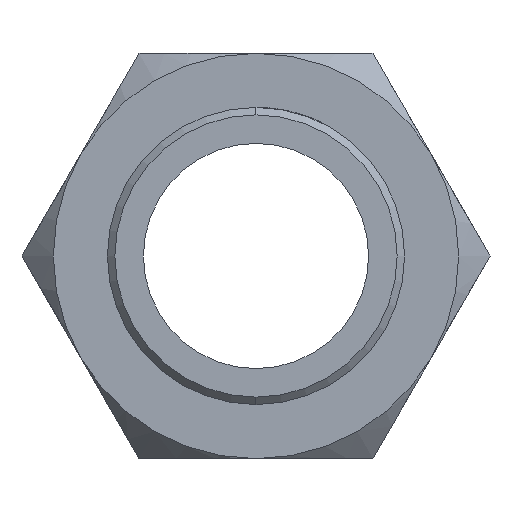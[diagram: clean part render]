
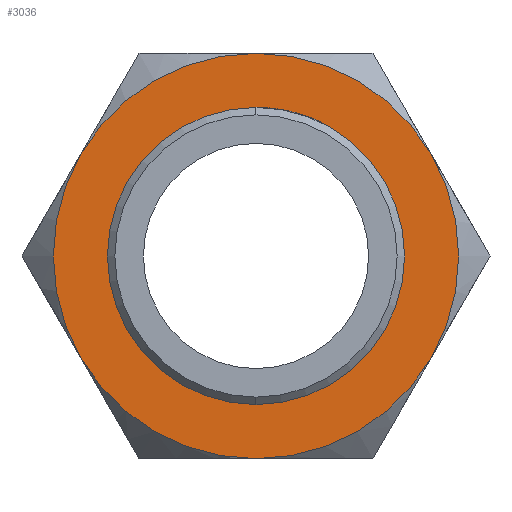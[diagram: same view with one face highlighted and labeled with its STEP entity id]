
A CAD part, left-side view. The second image highlights one B-rep face of the part: STEP entity #3036.
In plain terms, the highlighted planar face has unit normal (-1, 0, 0).
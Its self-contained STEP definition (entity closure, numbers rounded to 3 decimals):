
#305 = CARTESIAN_POINT ( 'NONE',  ( 22.5, 0., 0. ) ) ;
#363 = DIRECTION ( 'NONE',  ( 0., 0., -1. ) ) ;
#401 = CIRCLE ( 'NONE', #5519, 13.5 ) ;
#568 = DIRECTION ( 'NONE',  ( 1., 0., 0. ) ) ;
#763 = CARTESIAN_POINT ( 'NONE',  ( 22.5, 0., 0. ) ) ;
#1093 = DIRECTION ( 'NONE',  ( 1., 0., 0. ) ) ;
#1111 = CARTESIAN_POINT ( 'NONE',  ( 22.5, -11.691, 6.75 ) ) ;
#1153 = DIRECTION ( 'NONE',  ( 0., 0., -1. ) ) ;
#1187 = CIRCLE ( 'NONE', #7707, 13.5 ) ;
#1278 = EDGE_CURVE ( 'NONE', #7333, #4414, #4140, .T. ) ;
#1279 = EDGE_CURVE ( 'NONE', #4414, #7772, #1187, .T. ) ;
#1298 = DIRECTION ( 'NONE',  ( 0., 0., -1. ) ) ;
#1403 = DIRECTION ( 'NONE',  ( 0., 0., 1. ) ) ;
#1527 = EDGE_LOOP ( 'NONE', ( #3319, #3884, #6601, #7519, #4180, #4728 ) ) ;
#1633 = DIRECTION ( 'NONE',  ( -1., 0., 0. ) ) ;
#1694 = VERTEX_POINT ( 'NONE', #1799 ) ;
#1779 = VERTEX_POINT ( 'NONE', #3755 ) ;
#1793 = AXIS2_PLACEMENT_3D ( 'NONE', #1930, #568, #1153 ) ;
#1799 = CARTESIAN_POINT ( 'NONE',  ( 22.5, 0., 13.5 ) ) ;
#1930 = CARTESIAN_POINT ( 'NONE',  ( 22.5, 0., 0. ) ) ;
#1974 = AXIS2_PLACEMENT_3D ( 'NONE', #6403, #8442, #8639 ) ;
#2010 = CARTESIAN_POINT ( 'NONE',  ( 22.5, 0., 9.9 ) ) ;
#2013 = VERTEX_POINT ( 'NONE', #1111 ) ;
#2198 = EDGE_CURVE ( 'NONE', #8455, #1779, #9089, .T. ) ;
#2242 = PLANE ( 'NONE',  #1974 ) ;
#2345 = DIRECTION ( 'NONE',  ( 0., 0., 1. ) ) ;
#2419 = CIRCLE ( 'NONE', #1793, 13.5 ) ;
#2884 = EDGE_CURVE ( 'NONE', #1779, #8455, #6598, .T. ) ;
#2911 = AXIS2_PLACEMENT_3D ( 'NONE', #8062, #6452, #1403 ) ;
#3021 = CARTESIAN_POINT ( 'NONE',  ( 22.5, 0., -13.5 ) ) ;
#3036 = ADVANCED_FACE ( 'NONE', ( #6654, #9596 ), #2242, .F. ) ;
#3210 = AXIS2_PLACEMENT_3D ( 'NONE', #4208, #7013, #363 ) ;
#3277 = DIRECTION ( 'NONE',  ( 1., 0., 0. ) ) ;
#3319 = ORIENTED_EDGE ( 'NONE', *, *, #1278, .F. ) ;
#3348 = CARTESIAN_POINT ( 'NONE',  ( 22.5, 0., 0. ) ) ;
#3755 = CARTESIAN_POINT ( 'NONE',  ( 22.5, 0., -9.9 ) ) ;
#3884 = ORIENTED_EDGE ( 'NONE', *, *, #8388, .F. ) ;
#3999 = CARTESIAN_POINT ( 'NONE',  ( 22.5, 0., 0. ) ) ;
#4140 = CIRCLE ( 'NONE', #3210, 13.5 ) ;
#4172 = CARTESIAN_POINT ( 'NONE',  ( 22.5, 11.691, -6.75 ) ) ;
#4180 = ORIENTED_EDGE ( 'NONE', *, *, #8959, .T. ) ;
#4208 = CARTESIAN_POINT ( 'NONE',  ( 22.5, 0., 0. ) ) ;
#4354 = CARTESIAN_POINT ( 'NONE',  ( 22.5, -11.691, -6.75 ) ) ;
#4414 = VERTEX_POINT ( 'NONE', #4172 ) ;
#4459 = EDGE_CURVE ( 'NONE', #2013, #8666, #401, .T. ) ;
#4473 = EDGE_CURVE ( 'NONE', #1694, #2013, #2419, .T. ) ;
#4598 = DIRECTION ( 'NONE',  ( 0., 0., 1. ) ) ;
#4728 = ORIENTED_EDGE ( 'NONE', *, *, #1279, .F. ) ;
#4880 = DIRECTION ( 'NONE',  ( 0., 0., -1. ) ) ;
#5070 = CIRCLE ( 'NONE', #6152, 13.5 ) ;
#5519 = AXIS2_PLACEMENT_3D ( 'NONE', #3348, #7956, #1298 ) ;
#6033 = DIRECTION ( 'NONE',  ( -1., 0., 0. ) ) ;
#6152 = AXIS2_PLACEMENT_3D ( 'NONE', #305, #3277, #6230 ) ;
#6230 = DIRECTION ( 'NONE',  ( 0., 0., -1. ) ) ;
#6307 = CIRCLE ( 'NONE', #7545, 13.5 ) ;
#6308 = AXIS2_PLACEMENT_3D ( 'NONE', #763, #1633, #4598 ) ;
#6403 = CARTESIAN_POINT ( 'NONE',  ( 22.5, 0., 0. ) ) ;
#6452 = DIRECTION ( 'NONE',  ( -1., 0., 0. ) ) ;
#6598 = CIRCLE ( 'NONE', #2911, 9.9 ) ;
#6601 = ORIENTED_EDGE ( 'NONE', *, *, #4459, .F. ) ;
#6654 = FACE_BOUND ( 'NONE', #6806, .T. ) ;
#6806 = EDGE_LOOP ( 'NONE', ( #8640, #7452 ) ) ;
#7013 = DIRECTION ( 'NONE',  ( 1., 0., 0. ) ) ;
#7333 = VERTEX_POINT ( 'NONE', #3021 ) ;
#7452 = ORIENTED_EDGE ( 'NONE', *, *, #2884, .F. ) ;
#7519 = ORIENTED_EDGE ( 'NONE', *, *, #4473, .F. ) ;
#7545 = AXIS2_PLACEMENT_3D ( 'NONE', #3999, #6033, #2345 ) ;
#7701 = CARTESIAN_POINT ( 'NONE',  ( 22.5, 0., 0. ) ) ;
#7707 = AXIS2_PLACEMENT_3D ( 'NONE', #7701, #1093, #4880 ) ;
#7772 = VERTEX_POINT ( 'NONE', #8292 ) ;
#7956 = DIRECTION ( 'NONE',  ( 1., 0., 0. ) ) ;
#8062 = CARTESIAN_POINT ( 'NONE',  ( 22.5, 0., 0. ) ) ;
#8292 = CARTESIAN_POINT ( 'NONE',  ( 22.5, 11.691, 6.75 ) ) ;
#8388 = EDGE_CURVE ( 'NONE', #8666, #7333, #5070, .T. ) ;
#8442 = DIRECTION ( 'NONE',  ( 1., 0., 0. ) ) ;
#8455 = VERTEX_POINT ( 'NONE', #2010 ) ;
#8639 = DIRECTION ( 'NONE',  ( 0., 0., -1. ) ) ;
#8640 = ORIENTED_EDGE ( 'NONE', *, *, #2198, .F. ) ;
#8666 = VERTEX_POINT ( 'NONE', #4354 ) ;
#8959 = EDGE_CURVE ( 'NONE', #1694, #7772, #6307, .T. ) ;
#9089 = CIRCLE ( 'NONE', #6308, 9.9 ) ;
#9596 = FACE_OUTER_BOUND ( 'NONE', #1527, .T. ) ;
